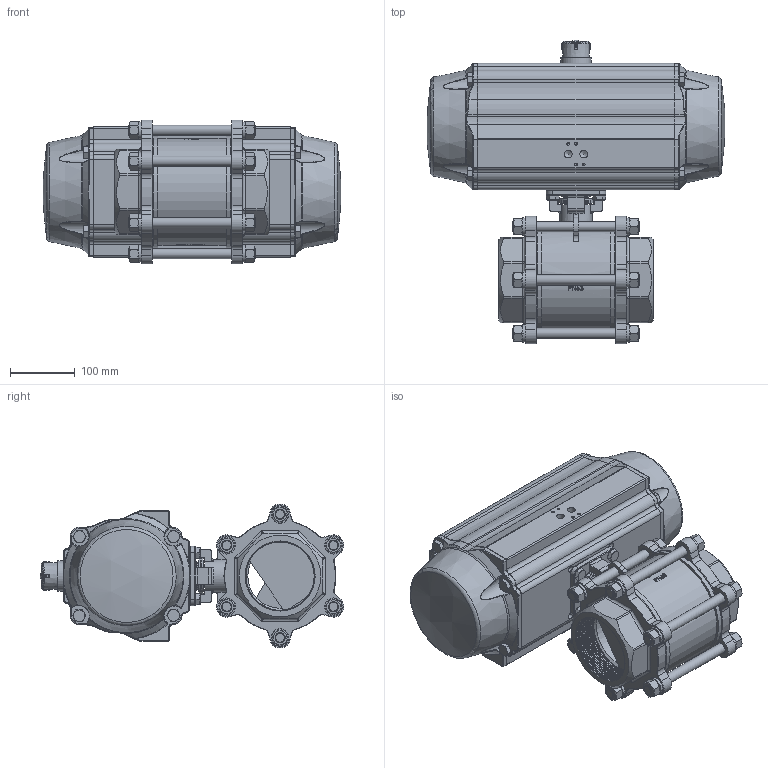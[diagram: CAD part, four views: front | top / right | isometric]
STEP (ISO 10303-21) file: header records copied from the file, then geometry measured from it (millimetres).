
FILE_DESCRIPTION(/* description */ ('Unknown'),/* implementation_level */ '2;1');
FILE_NAME(/* name */ 'FR07 9323-12',/* time_stamp */ '2022-10-25T11:56:03+02:00',/* author */ ('Unknown'),/* organization */ ('Unknown'),/* preprocessor_version */ 'ST-DEVELOPER v16.7',/* originating_system */ 'Solid Edge',/* authorisation */ 'Unknown');
FILE_SCHEMA (('AUTOMOTIVE_DESIGN {1 0 10303 214 3 1 1}'));
Length unit declared in the file: millimetre
Products named in the file (13): FR248-8.112.100; 8.112.100; Gewindestange M16; Körper 8.112.100; DW08_FR07_(DW682_FR500); ____; ________(___________; _____________; ______; hexagon head bolts--product grade c gb_GB_FASTENER_BOLT_HHBC M12X55-N; cup head nib bolts with large head gb_GB_FASTENER_BOLT_CHNBW M6X25-N; KP-160; DIN 933 M10x22 A2-70 BLK_EDST
Assembly tree (29 placements, depth 4):
  FR248-8.112.100
    8.112.100
      Gewindestange M16  x6
      Körper 8.112.100
    DW08_FR07_(DW682_FR500)
      ____
        ________(___________  x2
        _____________  x2
        ______
      hexagon head bolts--product grade c gb_GB_FASTENER_BOLT_HHBC M12X55-N  x8
      cup head nib bolts with large head gb_GB_FASTENER_BOLT_CHNBW M6X25-N
      KP-160
    DIN 933 M10x22 A2-70 BLK_EDST  x4
Bounding box: 461.71 x 470.66 x 223.09 mm (x, y, z)
Volume: 16747326.4 mm3; surface area: 802391.7 mm2
Topology: 26 solids, 26 shells, 2214 faces, 5437 edges, 3299 vertices
Faces by surface type: plane 769, cylinder 579, bspline 403, torus 229, cone 221, sphere 13
Full cylindrical faces by diameter (mm): 3 x16, 3.3 x8, 4.2 x12, 4.66 x1, 5 x1, 6 x1, 6.2 x1, 8.5 x4, 10 x4, 10.2 x12, 10.506 x4, 11.8 x2, 12 x8, 15.72 x18, 17 x4, 17.2 x2, 17.5 x12, 36.5 x1, 38.5 x1, 39 x1, 40 x1, 47.8 x1, 51 x1, 57.16 x2, 64 x1, 100 x1, 166 x1, 173 x2
Entity records: 99694 total; most frequent: CARTESIAN_POINT 58996, ORIENTED_EDGE 8634, DIRECTION 7652, EDGE_CURVE 4317, AXIS2_PLACEMENT_3D 2995, VERTEX_POINT 2782, FACE_BOUND 2217, EDGE_LOOP 2190
